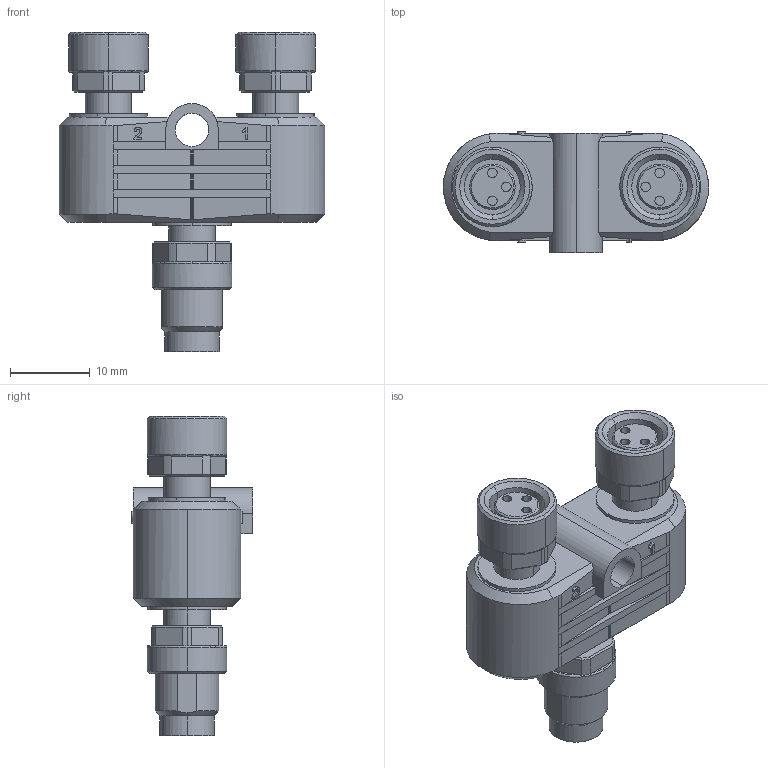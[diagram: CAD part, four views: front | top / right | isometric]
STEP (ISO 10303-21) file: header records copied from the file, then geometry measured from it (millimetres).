
FILE_DESCRIPTION(('CATIA V5 STEP Exchange','CAx-IF Rec.Pracs.--- Model Styling and Organization---1.4--- 2014-01-23'),'2;1');
FILE_NAME ('337861-3_0', '2020-11-16T06:57:31+00:00', ('none'), ('Weidmueller'), 'CATIA Version 5-6 Release 2016 SP3 HF44', 'CATIA V5 STEP AP214', 'none');
FILE_SCHEMA(('AUTOMOTIVE_DESIGN { 1 0 10303 214 1 1 1 1 }'));
Length unit declared in the file: millimetre
Products named in the file (1): 1524700000
Bounding box: 33.3 x 15.25 x 40.1 mm (x, y, z)
Volume: 7034.4 mm3; surface area: 4718.6 mm2
Topology: 7 solids, 7 shells, 427 faces, 1127 edges, 738 vertices
Faces by surface type: plane 167, cylinder 152, bspline 58, cone 44, torus 6
Entity records: 14230 total; most frequent: CARTESIAN_POINT 4841, ORIENTED_EDGE 2254, DIRECTION 1378, EDGE_CURVE 1127, VERTEX_POINT 738, AXIS2_PLACEMENT_3D 590, EDGE_LOOP 459, VECTOR 438
